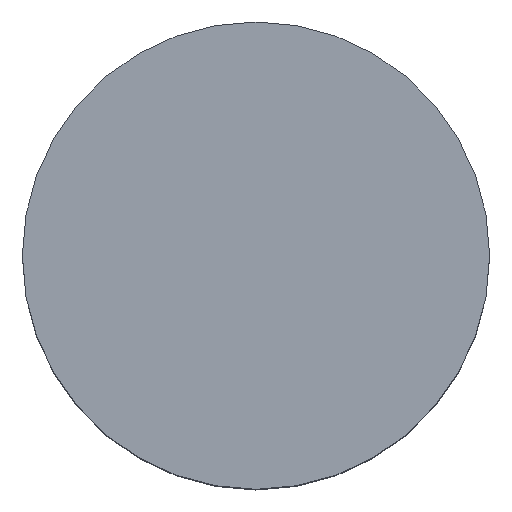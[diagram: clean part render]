
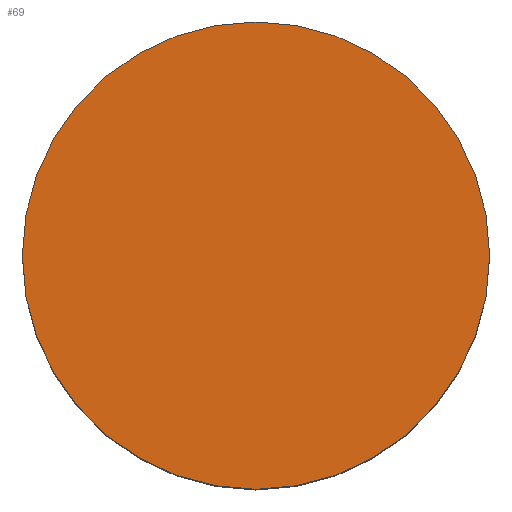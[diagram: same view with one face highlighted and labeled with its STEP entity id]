
A CAD part, top view. The second image highlights one B-rep face of the part: STEP entity #69.
In plain terms, the highlighted planar face has unit normal (0, 0, 1).
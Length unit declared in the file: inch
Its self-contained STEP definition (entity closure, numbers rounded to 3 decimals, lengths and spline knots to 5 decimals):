
#14=PLANE($,#83);
#26=FACE_OUTER_BOUND($,#36,.T.);
#36=EDGE_LOOP($,(#61));
#37=CIRCLE($,#74,13.77953);
#42=VERTEX_POINT($,#110);
#47=EDGE_CURVE($,#42,#42,#37,.T.);
#61=ORIENTED_EDGE($,*,*,#47,.T.);
#69=ADVANCED_FACE($,(#26),#14,.T.);
#74=AXIS2_PLACEMENT_3D($,#111,#88,#89);
#83=AXIS2_PLACEMENT_3D($,#124,#106,#107);
#88=DIRECTION('center_axis',(0.,0.,1.));
#89=DIRECTION('ref_axis',(1.,0.,0.));
#106=DIRECTION('center_axis',(0.,0.,1.));
#107=DIRECTION('ref_axis',(1.,0.,0.));
#110=CARTESIAN_POINT('',(-13.77953,0.,11.81102));
#111=CARTESIAN_POINT('Origin',(0.,0.,11.81102));
#124=CARTESIAN_POINT('Origin',(6.88976,0.,
11.81102));
